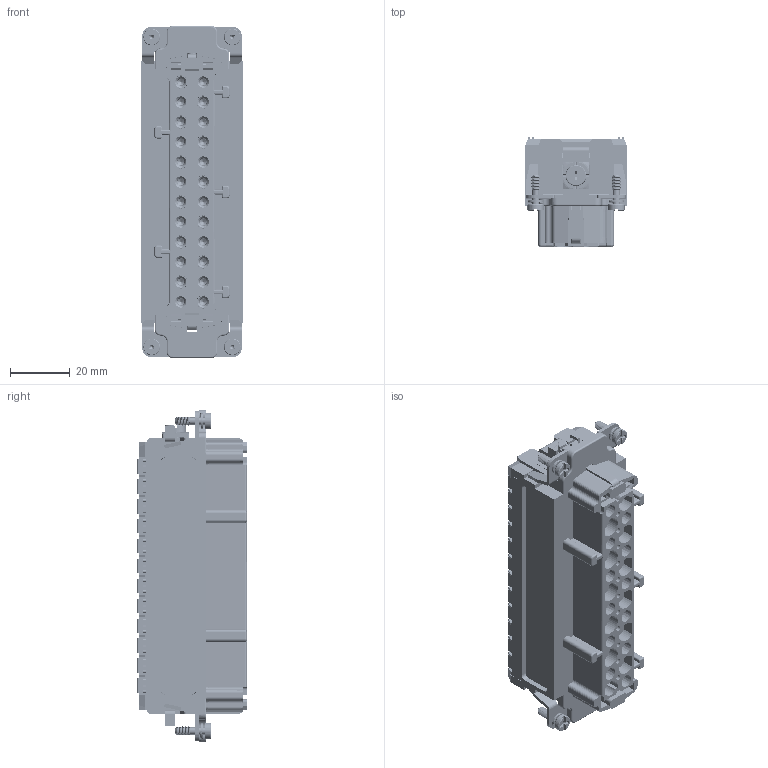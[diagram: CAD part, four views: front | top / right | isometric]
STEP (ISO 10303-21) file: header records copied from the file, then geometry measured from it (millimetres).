
FILE_DESCRIPTION(/* description */ (''),/* implementation_level */ '2;1');
FILE_NAME(/* name */ '1220240200003_01-HE-024-FQ P_成品_stp.stp',/* time_stamp */ '2023-04-18T09:15:42+08:00',/* author */ (''),/* organization */ (''),/* preprocessor_version */ 'ST-DEVELOPER v18.1',/* originating_system */ 'SIEMENS PLM Software NX 1980',/* authorisation */ '');
FILE_SCHEMA (('AP203_CONFIGURATION_CONTROLLED_3D_DESIGN_OF_MECHANICAL_PARTS_AND_ASSEMBLIES_MIM_LF { 1 0 10303 403 2 1 2}'));
Products named in the file (1): ylga2D00EBACajmv
Bounding box: 34 x 36.65 x 111.3 mm (x, y, z)
Surface area: 84532 mm2 (no closed solid volume)
Topology: 0 solids, 1 shells, 11530 faces, 33593 edges, 21434 vertices
Faces by surface type: plane 7872, cylinder 2175, torus 555, cone 455, revolution 288, bspline 127, sphere 58
Full cylindrical faces by diameter (mm): 0.149 x2, 0.2 x3, 0.21 x1, 1.45 x24, 1.514 x4, 1.8 x1, 2.4 x8, 2.78 x1, 2.8 x6, 2.9 x24, 3.1 x1, 4.5 x24, 4.7 x1, 5.6 x5, 7 x1
Entity records: 412236 total; most frequent: CARTESIAN_POINT 103820, ORIENTED_EDGE 66572, DIRECTION 59220, EDGE_CURVE 33286, LINE 23360, VECTOR 23360, VERTEX_POINT 21333, AXIS2_PLACEMENT_3D 17786
